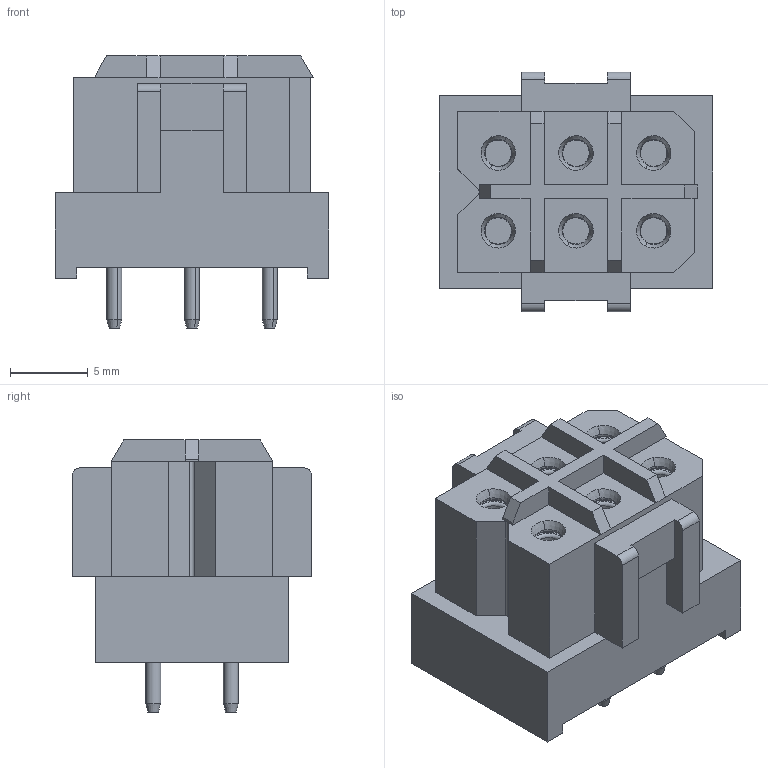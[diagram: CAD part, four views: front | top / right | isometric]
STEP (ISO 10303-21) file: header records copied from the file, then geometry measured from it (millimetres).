
FILE_DESCRIPTION(('CATIA V5 STEP Exchange','CAx-IF Rec.Pracs.--- Model Styling and Organization---1.2---2011-12-15'),'2;1');
FILE_NAME ('D1452015_0_1441300000_1441300000.stp','2018-09-20T17:38:38+00:00',('none'),('Weidmueller'),'CATIA Version 5-6 Release 2014','CATIA V5 STEP AP214','none');
FILE_SCHEMA(('AUTOMOTIVE_DESIGN { 1 0 10303 214 1 1 1 1 }'));
Length unit declared in the file: millimetre
Products named in the file (1): 1441300000
Bounding box: 17.6 x 15.4 x 17.5 mm (x, y, z)
Volume: 2280.4 mm3; surface area: 2883.6 mm2
Topology: 7 solids, 7 shells, 268 faces, 591 edges, 361 vertices
Faces by surface type: plane 107, cylinder 89, cone 48, torus 24
Entity records: 6449 total; most frequent: ORIENTED_EDGE 1182, CARTESIAN_POINT 1099, DIRECTION 847, EDGE_CURVE 591, AXIS2_PLACEMENT_3D 390, VERTEX_POINT 361, VECTOR 328, LINE 328
